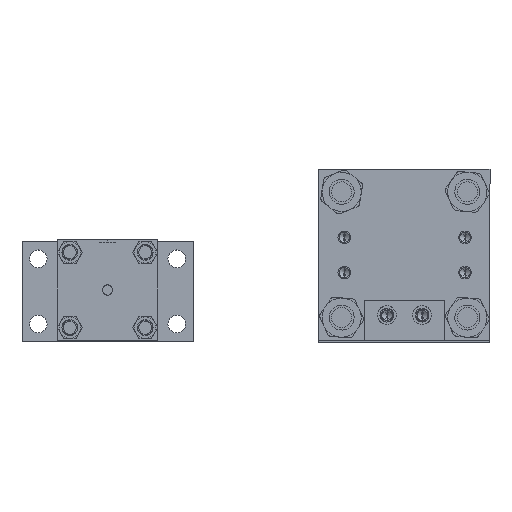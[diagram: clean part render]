
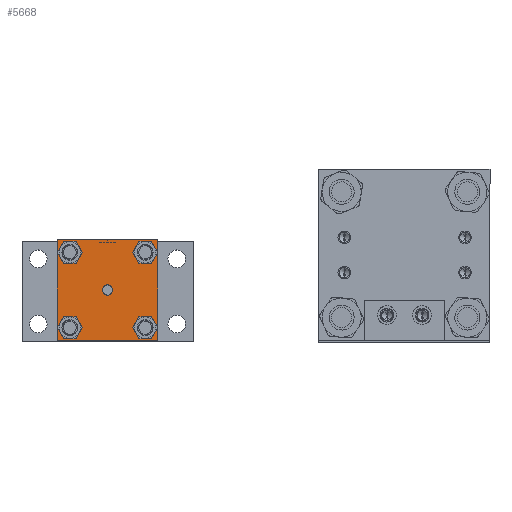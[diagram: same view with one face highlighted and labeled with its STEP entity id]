
A CAD part, top view. The second image highlights one B-rep face of the part: STEP entity #5668.
In plain terms, the highlighted planar face has unit normal (0, 0, 1).
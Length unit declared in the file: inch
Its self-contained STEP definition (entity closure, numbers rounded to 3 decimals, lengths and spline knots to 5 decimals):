
#54 = CARTESIAN_POINT ( 'NONE',  ( 4.96446, 7.39306, 0.5 ) ) ;
#132 = FACE_BOUND ( 'NONE', #7471, .T. ) ;
#249 = DIRECTION ( 'NONE',  ( 1., 0., 0. ) ) ;
#281 = VERTEX_POINT ( 'NONE', #13744 ) ;
#289 = EDGE_LOOP ( 'NONE', ( #3280, #857 ) ) ;
#315 = AXIS2_PLACEMENT_3D ( 'NONE', #7768, #15026, #11361 ) ;
#533 = DIRECTION ( 'NONE',  ( 0., 0., 1. ) ) ;
#539 = VECTOR ( 'NONE', #5389, 39.37008 ) ;
#800 = ORIENTED_EDGE ( 'NONE', *, *, #2990, .F. ) ;
#857 = ORIENTED_EDGE ( 'NONE', *, *, #5960, .F. ) ;
#924 = AXIS2_PLACEMENT_3D ( 'NONE', #1858, #6342, #4330 ) ;
#1272 = CARTESIAN_POINT ( 'NONE',  ( 6.64646, 7.39306, 0.5 ) ) ;
#1325 = VERTEX_POINT ( 'NONE', #5743 ) ;
#1367 = VERTEX_POINT ( 'NONE', #11294 ) ;
#1409 = CARTESIAN_POINT ( 'NONE',  ( 7.14946, 7.07806, 0.5 ) ) ;
#1483 = CIRCLE ( 'NONE', #1865, 0.188 ) ;
#1680 = LINE ( 'NONE', #13041, #4006 ) ;
#1743 = DIRECTION ( 'NONE',  ( 1., 0., 0. ) ) ;
#1788 = VERTEX_POINT ( 'NONE', #9179 ) ;
#1858 = CARTESIAN_POINT ( 'NONE',  ( 5.89946, 8.32806, 0.5 ) ) ;
#1865 = AXIS2_PLACEMENT_3D ( 'NONE', #6491, #12750, #9057 ) ;
#2095 = CARTESIAN_POINT ( 'NONE',  ( 6.83446, 9.26306, 0.5 ) ) ;
#2157 = VERTEX_POINT ( 'NONE', #1272 ) ;
#2196 = DIRECTION ( 'NONE',  ( 0., -1., 0. ) ) ;
#2264 = DIRECTION ( 'NONE',  ( 0., 0., 1. ) ) ;
#2284 = CIRCLE ( 'NONE', #8034, 0.188 ) ;
#2501 = VERTEX_POINT ( 'NONE', #14043 ) ;
#2561 = EDGE_LOOP ( 'NONE', ( #800, #11517 ) ) ;
#2825 = EDGE_LOOP ( 'NONE', ( #15552, #11163 ) ) ;
#2842 = EDGE_CURVE ( 'NONE', #6554, #1367, #14619, .T. ) ;
#2990 = EDGE_CURVE ( 'NONE', #6243, #1325, #15346, .T. ) ;
#3063 = EDGE_CURVE ( 'NONE', #2501, #2157, #2284, .T. ) ;
#3098 = DIRECTION ( 'NONE',  ( 1., 0., 0. ) ) ;
#3175 = DIRECTION ( 'NONE',  ( 0., 0., 1. ) ) ;
#3272 = DIRECTION ( 'NONE',  ( 0., 0., 1. ) ) ;
#3280 = ORIENTED_EDGE ( 'NONE', *, *, #4136, .F. ) ;
#3380 = CARTESIAN_POINT ( 'NONE',  ( 6.83446, 7.39306, 0.5 ) ) ;
#3484 = CIRCLE ( 'NONE', #315, 0.188 ) ;
#3595 = AXIS2_PLACEMENT_3D ( 'NONE', #7168, #2264, #5942 ) ;
#3695 = LINE ( 'NONE', #10944, #8632 ) ;
#3838 = DIRECTION ( 'NONE',  ( 0., 0., 1. ) ) ;
#3909 = DIRECTION ( 'NONE',  ( 0., -1., 0. ) ) ;
#3915 = VERTEX_POINT ( 'NONE', #13718 ) ;
#4006 = VECTOR ( 'NONE', #2196, 39.37008 ) ;
#4128 = CARTESIAN_POINT ( 'NONE',  ( 5.89946, 9.57806, 0.5 ) ) ;
#4136 = EDGE_CURVE ( 'NONE', #281, #8654, #6448, .T. ) ;
#4272 = VERTEX_POINT ( 'NONE', #14191 ) ;
#4319 = FACE_BOUND ( 'NONE', #2561, .T. ) ;
#4330 = DIRECTION ( 'NONE',  ( 1., 0., 0. ) ) ;
#4709 = FACE_BOUND ( 'NONE', #8747, .T. ) ;
#5087 = FACE_BOUND ( 'NONE', #289, .T. ) ;
#5131 = ORIENTED_EDGE ( 'NONE', *, *, #9432, .F. ) ;
#5134 = CARTESIAN_POINT ( 'NONE',  ( 4.96446, 9.26306, 0.5 ) ) ;
#5389 = DIRECTION ( 'NONE',  ( 1., 0., 0. ) ) ;
#5668 = ADVANCED_FACE ( 'NONE', ( #7556, #4709, #132, #4319, #15102, #5087 ), #8301, .T. ) ;
#5743 = CARTESIAN_POINT ( 'NONE',  ( 4.77646, 7.39306, 0.5 ) ) ;
#5930 = EDGE_CURVE ( 'NONE', #10341, #3915, #11725, .T. ) ;
#5942 = DIRECTION ( 'NONE',  ( 1., 0., 0. ) ) ;
#5960 = EDGE_CURVE ( 'NONE', #8654, #281, #10204, .T. ) ;
#6109 = ORIENTED_EDGE ( 'NONE', *, *, #9619, .F. ) ;
#6243 = VERTEX_POINT ( 'NONE', #13138 ) ;
#6342 = DIRECTION ( 'NONE',  ( 0., 0., 1. ) ) ;
#6347 = DIRECTION ( 'NONE',  ( 1., 0., 0. ) ) ;
#6448 = CIRCLE ( 'NONE', #3595, 0.12655 ) ;
#6491 = CARTESIAN_POINT ( 'NONE',  ( 6.83446, 9.26306, 0.5 ) ) ;
#6554 = VERTEX_POINT ( 'NONE', #7885 ) ;
#6690 = AXIS2_PLACEMENT_3D ( 'NONE', #12713, #533, #1743 ) ;
#6917 = EDGE_CURVE ( 'NONE', #3915, #12426, #3695, .T. ) ;
#6927 = DIRECTION ( 'NONE',  ( 1., 0., 0. ) ) ;
#7128 = ORIENTED_EDGE ( 'NONE', *, *, #6917, .T. ) ;
#7157 = DIRECTION ( 'NONE',  ( 1., 0., 0. ) ) ;
#7168 = CARTESIAN_POINT ( 'NONE',  ( 5.89946, 8.32806, 0.5 ) ) ;
#7200 = EDGE_CURVE ( 'NONE', #2157, #2501, #3484, .T. ) ;
#7421 = LINE ( 'NONE', #4128, #539 ) ;
#7471 = EDGE_LOOP ( 'NONE', ( #6109, #12283 ) ) ;
#7556 = FACE_BOUND ( 'NONE', #2825, .T. ) ;
#7557 = ORIENTED_EDGE ( 'NONE', *, *, #8905, .F. ) ;
#7768 = CARTESIAN_POINT ( 'NONE',  ( 6.83446, 7.39306, 0.5 ) ) ;
#7885 = CARTESIAN_POINT ( 'NONE',  ( 4.77646, 9.26306, 0.5 ) ) ;
#8034 = AXIS2_PLACEMENT_3D ( 'NONE', #3380, #3272, #6927 ) ;
#8301 = PLANE ( 'NONE',  #9400 ) ;
#8632 = VECTOR ( 'NONE', #14574, 39.37008 ) ;
#8654 = VERTEX_POINT ( 'NONE', #14154 ) ;
#8747 = EDGE_LOOP ( 'NONE', ( #5131, #13960 ) ) ;
#8905 = EDGE_CURVE ( 'NONE', #10341, #4272, #7421, .T. ) ;
#9057 = DIRECTION ( 'NONE',  ( 1., 0., 0. ) ) ;
#9124 = EDGE_CURVE ( 'NONE', #4272, #12426, #1680, .T. ) ;
#9179 = CARTESIAN_POINT ( 'NONE',  ( 6.64646, 9.26306, 0.5 ) ) ;
#9364 = EDGE_LOOP ( 'NONE', ( #7557, #10194, #7128, #13038 ) ) ;
#9400 = AXIS2_PLACEMENT_3D ( 'NONE', #14397, #15598, #7157 ) ;
#9432 = EDGE_CURVE ( 'NONE', #13739, #1788, #1483, .T. ) ;
#9460 = CARTESIAN_POINT ( 'NONE',  ( 4.64946, 9.57806, 0.5 ) ) ;
#9619 = EDGE_CURVE ( 'NONE', #1367, #6554, #13653, .T. ) ;
#9896 = AXIS2_PLACEMENT_3D ( 'NONE', #2095, #3175, #11776 ) ;
#10194 = ORIENTED_EDGE ( 'NONE', *, *, #5930, .T. ) ;
#10204 = CIRCLE ( 'NONE', #924, 0.12655 ) ;
#10341 = VERTEX_POINT ( 'NONE', #9460 ) ;
#10801 = CIRCLE ( 'NONE', #9896, 0.188 ) ;
#10944 = CARTESIAN_POINT ( 'NONE',  ( 5.89946, 7.07806, 0.5 ) ) ;
#11162 = CARTESIAN_POINT ( 'NONE',  ( 7.02246, 9.26306, 0.5 ) ) ;
#11163 = ORIENTED_EDGE ( 'NONE', *, *, #7200, .F. ) ;
#11294 = CARTESIAN_POINT ( 'NONE',  ( 5.15246, 9.26306, 0.5 ) ) ;
#11361 = DIRECTION ( 'NONE',  ( 1., 0., 0. ) ) ;
#11375 = AXIS2_PLACEMENT_3D ( 'NONE', #5134, #13610, #6347 ) ;
#11462 = EDGE_CURVE ( 'NONE', #1788, #13739, #10801, .T. ) ;
#11517 = ORIENTED_EDGE ( 'NONE', *, *, #14668, .F. ) ;
#11725 = LINE ( 'NONE', #14917, #13428 ) ;
#11776 = DIRECTION ( 'NONE',  ( 1., 0., 0. ) ) ;
#12283 = ORIENTED_EDGE ( 'NONE', *, *, #2842, .F. ) ;
#12426 = VERTEX_POINT ( 'NONE', #1409 ) ;
#12713 = CARTESIAN_POINT ( 'NONE',  ( 4.96446, 7.39306, 0.5 ) ) ;
#12750 = DIRECTION ( 'NONE',  ( 0., 0., 1. ) ) ;
#13038 = ORIENTED_EDGE ( 'NONE', *, *, #9124, .F. ) ;
#13041 = CARTESIAN_POINT ( 'NONE',  ( 7.14946, 5.57249, 0.5 ) ) ;
#13138 = CARTESIAN_POINT ( 'NONE',  ( 5.15246, 7.39306, 0.5 ) ) ;
#13428 = VECTOR ( 'NONE', #3909, 39.37008 ) ;
#13610 = DIRECTION ( 'NONE',  ( 0., 0., 1. ) ) ;
#13653 = CIRCLE ( 'NONE', #15482, 0.188 ) ;
#13718 = CARTESIAN_POINT ( 'NONE',  ( 4.64946, 7.07806, 0.5 ) ) ;
#13739 = VERTEX_POINT ( 'NONE', #11162 ) ;
#13744 = CARTESIAN_POINT ( 'NONE',  ( 5.77291, 8.32806, 0.5 ) ) ;
#13960 = ORIENTED_EDGE ( 'NONE', *, *, #11462, .F. ) ;
#14043 = CARTESIAN_POINT ( 'NONE',  ( 7.02246, 7.39306, 0.5 ) ) ;
#14150 = DIRECTION ( 'NONE',  ( 0., 0., 1. ) ) ;
#14154 = CARTESIAN_POINT ( 'NONE',  ( 6.02601, 8.32806, 0.5 ) ) ;
#14191 = CARTESIAN_POINT ( 'NONE',  ( 7.14946, 9.57806, 0.5 ) ) ;
#14397 = CARTESIAN_POINT ( 'NONE',  ( 5.89946, 5.57249, 0.5 ) ) ;
#14574 = DIRECTION ( 'NONE',  ( 1., 0., 0. ) ) ;
#14619 = CIRCLE ( 'NONE', #11375, 0.188 ) ;
#14668 = EDGE_CURVE ( 'NONE', #1325, #6243, #15608, .T. ) ;
#14917 = CARTESIAN_POINT ( 'NONE',  ( 4.64946, 5.57249, 0.5 ) ) ;
#14978 = AXIS2_PLACEMENT_3D ( 'NONE', #54, #3838, #249 ) ;
#15026 = DIRECTION ( 'NONE',  ( 0., 0., 1. ) ) ;
#15102 = FACE_OUTER_BOUND ( 'NONE', #9364, .T. ) ;
#15253 = CARTESIAN_POINT ( 'NONE',  ( 4.96446, 9.26306, 0.5 ) ) ;
#15346 = CIRCLE ( 'NONE', #6690, 0.188 ) ;
#15482 = AXIS2_PLACEMENT_3D ( 'NONE', #15253, #14150, #3098 ) ;
#15552 = ORIENTED_EDGE ( 'NONE', *, *, #3063, .F. ) ;
#15598 = DIRECTION ( 'NONE',  ( 0., 0., 1. ) ) ;
#15608 = CIRCLE ( 'NONE', #14978, 0.188 ) ;
